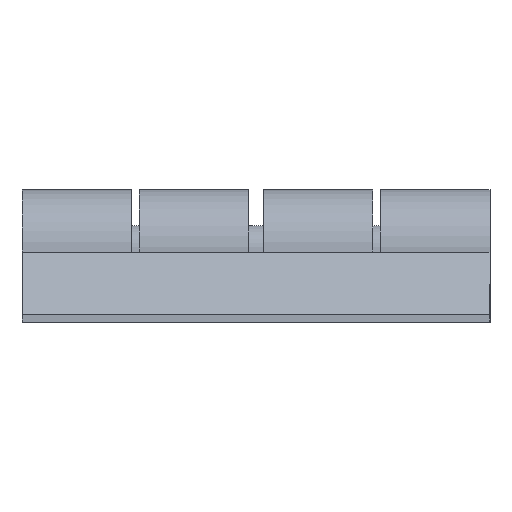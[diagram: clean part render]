
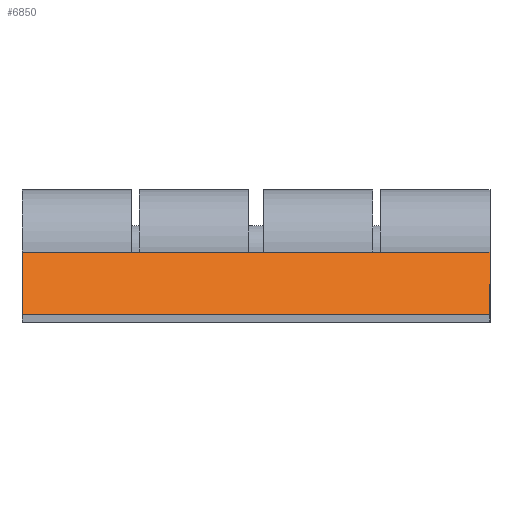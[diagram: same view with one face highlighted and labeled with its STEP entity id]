
A CAD part, left-side view. The second image highlights one B-rep face of the part: STEP entity #6850.
In plain terms, the highlighted planar face has unit normal (-0.707, 0, 0.707).
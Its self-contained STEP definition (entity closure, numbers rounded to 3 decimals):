
#818=PLANE('',#7082);
#1182=FACE_OUTER_BOUND('',#1583,.T.);
#1583=EDGE_LOOP('',(#6433,#6434,#6435,#6436));
#2155=LINE('',#13505,#2733);
#2163=LINE('',#13523,#2741);
#2164=LINE('',#13525,#2742);
#2165=LINE('',#13526,#2743);
#2733=VECTOR('',#8021,10.);
#2741=VECTOR('',#8041,10.);
#2742=VECTOR('',#8042,10.);
#2743=VECTOR('',#8043,10.);
#3442=VERTEX_POINT('',#13503);
#3443=VERTEX_POINT('',#13504);
#3447=VERTEX_POINT('',#13522);
#3448=VERTEX_POINT('',#13524);
#4441=EDGE_CURVE('',#3442,#3443,#2155,.T.);
#4451=EDGE_CURVE('',#3447,#3442,#2163,.T.);
#4452=EDGE_CURVE('',#3443,#3448,#2164,.T.);
#4453=EDGE_CURVE('',#3448,#3447,#2165,.T.);
#6433=ORIENTED_EDGE('',*,*,#4451,.T.);
#6434=ORIENTED_EDGE('',*,*,#4441,.T.);
#6435=ORIENTED_EDGE('',*,*,#4452,.T.);
#6436=ORIENTED_EDGE('',*,*,#4453,.T.);
#6850=ADVANCED_FACE('',(#1182),#818,.T.);
#7082=AXIS2_PLACEMENT_3D('',#13521,#8039,#8040);
#8021=DIRECTION('',(0.,1.,0.));
#8039=DIRECTION('center_axis',(-0.707,0.,
0.707));
#8040=DIRECTION('ref_axis',(-0.707,0.,-0.707));
#8041=DIRECTION('',(0.707,0.,0.707));
#8042=DIRECTION('',(-0.707,0.,-0.707));
#8043=DIRECTION('',(0.,-1.,0.));
#13503=CARTESIAN_POINT('',(29.,45.,4.5));
#13504=CARTESIAN_POINT('',(29.,75.,4.5));
#13505=CARTESIAN_POINT('',(29.,67.5,4.5));
#13521=CARTESIAN_POINT('Origin',(27.,67.5,2.5));
#13522=CARTESIAN_POINT('',(25.,45.,0.5));
#13523=CARTESIAN_POINT('',(25.875,45.,1.375));
#13524=CARTESIAN_POINT('',(25.,75.,0.5));
#13525=CARTESIAN_POINT('',(29.375,75.,4.875));
#13526=CARTESIAN_POINT('',(25.,67.5,0.5));
